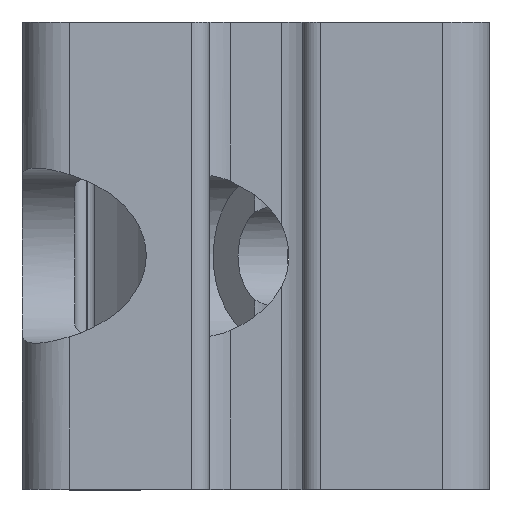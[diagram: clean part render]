
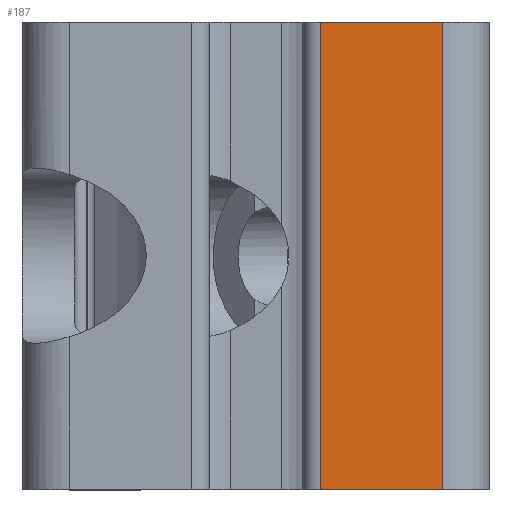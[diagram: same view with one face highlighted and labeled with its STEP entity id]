
A CAD part, top view. The second image highlights one B-rep face of the part: STEP entity #187.
In plain terms, the highlighted planar face has unit normal (0, 0, 1).
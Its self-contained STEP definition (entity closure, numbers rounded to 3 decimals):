
#187 = ADVANCED_FACE( '', ( #421 ), #422, .F. );
#421 = FACE_OUTER_BOUND( '', #708, .T. );
#422 = PLANE( '', #709 );
#708 = EDGE_LOOP( '', ( #1180, #1181, #1182, #1183 ) );
#709 = AXIS2_PLACEMENT_3D( '', #1184, #1185, #1186 );
#1180 = ORIENTED_EDGE( '', *, *, #1935, .T. );
#1181 = ORIENTED_EDGE( '', *, *, #1936, .F. );
#1182 = ORIENTED_EDGE( '', *, *, #1937, .F. );
#1183 = ORIENTED_EDGE( '', *, *, #1938, .T. );
#1184 = CARTESIAN_POINT( '', ( 25.5, 40., 0. ) );
#1185 = DIRECTION( '', ( 0., 0., -1. ) );
#1186 = DIRECTION( '', ( -1., 0., 0. ) );
#1935 = EDGE_CURVE( '', #2399, #2400, #2401, .T. );
#1936 = EDGE_CURVE( '', #2402, #2400, #2403, .T. );
#1937 = EDGE_CURVE( '', #2404, #2402, #2405, .T. );
#1938 = EDGE_CURVE( '', #2404, #2399, #2406, .T. );
#2399 = VERTEX_POINT( '', #3221 );
#2400 = VERTEX_POINT( '', #3222 );
#2401 = LINE( '', #3223, #3224 );
#2402 = VERTEX_POINT( '', #3225 );
#2403 = LINE( '', #3226, #3227 );
#2404 = VERTEX_POINT( '', #3228 );
#2405 = LINE( '', #3229, #3230 );
#2406 = LINE( '', #3231, #3232 );
#3221 = CARTESIAN_POINT( '', ( 25.5, 0., 0. ) );
#3222 = CARTESIAN_POINT( '', ( 36., 0., 0. ) );
#3223 = CARTESIAN_POINT( '', ( 25.5, 0., 0. ) );
#3224 = VECTOR( '', #3834, 1000. );
#3225 = CARTESIAN_POINT( '', ( 36., 40., 0. ) );
#3226 = CARTESIAN_POINT( '', ( 36., 40., 0. ) );
#3227 = VECTOR( '', #3835, 1000. );
#3228 = CARTESIAN_POINT( '', ( 25.5, 40., 0. ) );
#3229 = CARTESIAN_POINT( '', ( 25.5, 40., 0. ) );
#3230 = VECTOR( '', #3836, 1000. );
#3231 = CARTESIAN_POINT( '', ( 25.5, 40., 0. ) );
#3232 = VECTOR( '', #3837, 1000. );
#3834 = DIRECTION( '', ( 1., 0., 0. ) );
#3835 = DIRECTION( '', ( 0., -1., 0. ) );
#3836 = DIRECTION( '', ( 1., 0., 0. ) );
#3837 = DIRECTION( '', ( 0., -1., 0. ) );
